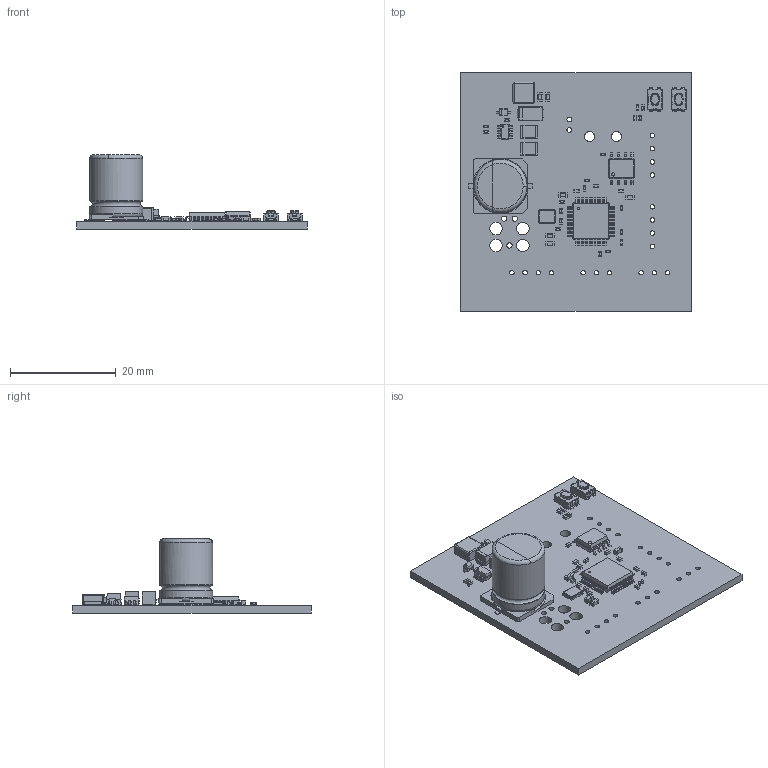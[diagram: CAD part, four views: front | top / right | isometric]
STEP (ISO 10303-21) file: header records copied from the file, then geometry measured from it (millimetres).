
FILE_DESCRIPTION(('KiCad electronic assembly'),'2;1');
FILE_NAME('mr2_arm_hw.step','2025-11-10T12:40:44',('Pcbnew'),('Kicad'), 'Open CASCADE STEP processor 7.8','KiCad to STEP converter','Unknown' );
FILE_SCHEMA(('AUTOMOTIVE_DESIGN { 1 0 10303 214 1 1 1 1 }'));
Length unit declared in the file: millimetre
Products named in the file (14): mr2_arm_hw 1; C_0402_1005Metric; C_0603_1608Metric; Crystal_SMD_3225-4Pin_3.2x2.5mm; C_1210_3225Metric; CP_Elec_10x12.5; SW_Push_1P1T_NO_CK_KMR2; L_Changjiang_FNR4020S; SOIC-8_3.9x4.9mm_P1.27mm; SOT-23-6; D_SOD-323; D_SMA; LQFP-48_7x7mm_P0.5mm; mr2_arm_hw_PCB
Assembly tree (41 placements, depth 2):
  mr2_arm_hw 1
    C_0402_1005Metric  x22
    C_0603_1608Metric  x6
    Crystal_SMD_3225-4Pin_3.2x2.5mm
    C_1210_3225Metric  x2
    CP_Elec_10x12.5
    SW_Push_1P1T_NO_CK_KMR2  x2
    L_Changjiang_FNR4020S
    SOIC-8_3.9x4.9mm_P1.27mm
    SOT-23-6
    D_SOD-323
    D_SMA
    LQFP-48_7x7mm_P0.5mm
    mr2_arm_hw_PCB
Bounding box: 43.7 x 45.25 x 14.1 mm (x, y, z)
Volume: 4154.6 mm3; surface area: 5704.6 mm2
Topology: 41 solids, 41 shells, 2347 faces, 6247 edges, 4034 vertices
Faces by surface type: plane 1519, cylinder 731, bspline 76, torus 16, sphere 4, revolution 1
Full cylindrical faces by diameter (mm): 0.85 x18, 0.914 x2, 0.991 x3, 1.9 x2, 2.375 x4, 10 x2
Entity records: 58051 total; most frequent: CARTESIAN_POINT 8445, ORIENTED_EDGE 7845, DIRECTION 7427, EDGE_CURVE 3923, LINE 3018, VECTOR 3018, VERTEX_POINT 2498, AXIS2_PLACEMENT_3D 2204
